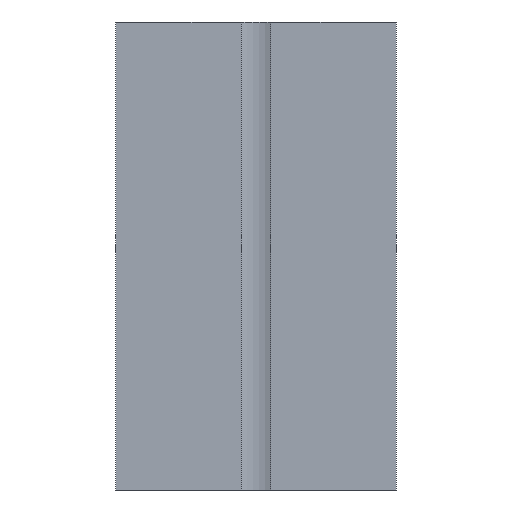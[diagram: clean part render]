
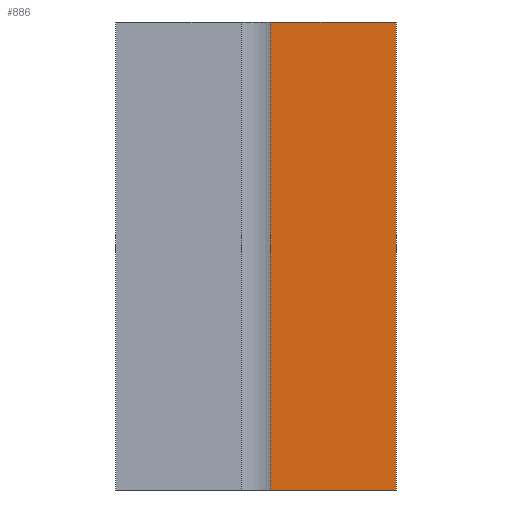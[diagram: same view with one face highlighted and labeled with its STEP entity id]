
A CAD part, front view. The second image highlights one B-rep face of the part: STEP entity #886.
In plain terms, the highlighted planar face has unit normal (0, -1, 0).
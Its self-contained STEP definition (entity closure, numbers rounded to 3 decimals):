
#830=CARTESIAN_POINT('',(47.165,-4.456,100.0));
#831=VERTEX_POINT('',#830);
#838=CARTESIAN_POINT('',(47.165,-4.456,0.0));
#839=VERTEX_POINT('',#838);
#840=CARTESIAN_POINT('',(47.165,-4.456,0.0));
#841=DIRECTION('',(0.0,0.0,1.0));
#842=VECTOR('',#841,100.0);
#843=LINE('',#840,#842);
#844=EDGE_CURVE('',#839,#831,#843,.T.);
#856=CARTESIAN_POINT('',(47.165,-4.456,0.0));
#857=DIRECTION('',(0.0,-1.0,0.0));
#858=DIRECTION('',(0.0,0.0,-1.0));
#859=AXIS2_PLACEMENT_3D('',#856,#857,#858);
#860=PLANE('',#859);
#861=CARTESIAN_POINT('',(20.315,-4.456,100.0));
#862=VERTEX_POINT('',#861);
#863=CARTESIAN_POINT('',(47.165,-4.456,100.0));
#864=DIRECTION('',(-1.0,0.0,0.0));
#865=VECTOR('',#864,26.85);
#866=LINE('',#863,#865);
#867=EDGE_CURVE('',#831,#862,#866,.T.);
#868=ORIENTED_EDGE('',*,*,#867,.T.);
#869=CARTESIAN_POINT('',(20.315,-4.456,0.0));
#870=VERTEX_POINT('',#869);
#871=CARTESIAN_POINT('',(20.315,-4.456,0.0));
#872=DIRECTION('',(0.0,0.0,1.0));
#873=VECTOR('',#872,100.0);
#874=LINE('',#871,#873);
#875=EDGE_CURVE('',#870,#862,#874,.T.);
#876=ORIENTED_EDGE('',*,*,#875,.F.);
#877=CARTESIAN_POINT('',(20.315,-4.456,0.0));
#878=DIRECTION('',(1.0,0.0,0.0));
#879=VECTOR('',#878,26.85);
#880=LINE('',#877,#879);
#881=EDGE_CURVE('',#870,#839,#880,.T.);
#882=ORIENTED_EDGE('',*,*,#881,.T.);
#883=ORIENTED_EDGE('',*,*,#844,.T.);
#884=EDGE_LOOP('',(#868,#876,#882,#883));
#885=FACE_OUTER_BOUND('',#884,.T.);
#886=ADVANCED_FACE('',(#885),#860,.T.);
